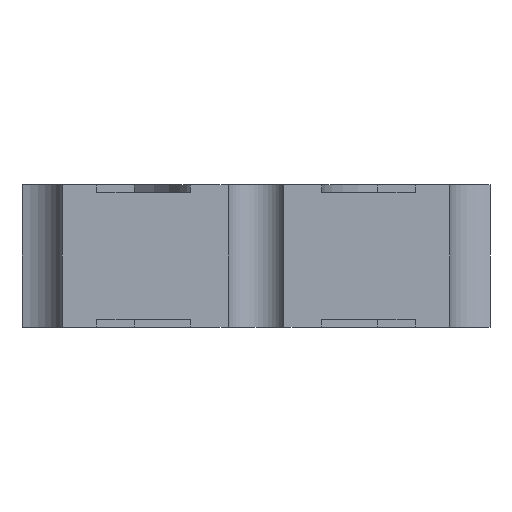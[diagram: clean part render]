
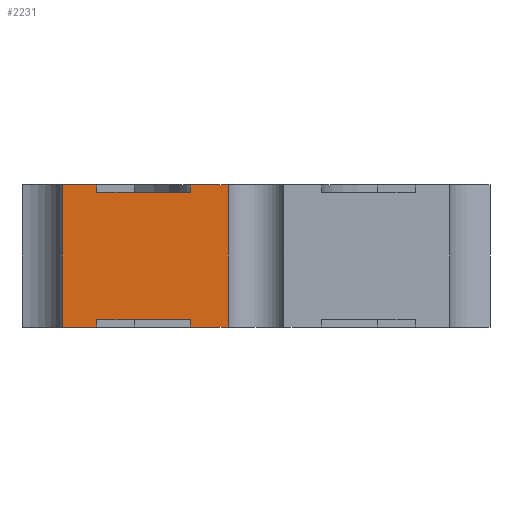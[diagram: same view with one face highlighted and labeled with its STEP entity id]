
A CAD part, left-side view. The second image highlights one B-rep face of the part: STEP entity #2231.
In plain terms, the highlighted planar face has unit normal (-1, 0, 0).
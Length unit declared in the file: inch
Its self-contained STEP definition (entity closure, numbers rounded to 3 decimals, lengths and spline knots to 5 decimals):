
#84 = VERTEX_POINT ( 'NONE', #7170 ) ;
#141 = EDGE_CURVE ( 'NONE', #4631, #5650, #6054, .T. ) ;
#354 = CARTESIAN_POINT ( 'NONE',  ( -0.1, 0.0175, 0.002 ) ) ;
#469 = CARTESIAN_POINT ( 'NONE',  ( -0.1, 0.05173, 0. ) ) ;
#477 = DIRECTION ( 'NONE',  ( 0., 1., 0. ) ) ;
#560 = VECTOR ( 'NONE', #9342, 39.37008 ) ;
#700 = EDGE_CURVE ( 'NONE', #7709, #6514, #6757, .T. ) ;
#1068 = ORIENTED_EDGE ( 'NONE', *, *, #10125, .T. ) ;
#1114 = DIRECTION ( 'NONE',  ( 0., 0., -1. ) ) ;
#1359 = VERTEX_POINT ( 'NONE', #9268 ) ;
#1397 = DIRECTION ( 'NONE',  ( 0., -1., 0. ) ) ;
#1736 = VERTEX_POINT ( 'NONE', #469 ) ;
#1754 = EDGE_CURVE ( 'NONE', #1736, #5650, #4470, .T. ) ;
#1887 = DIRECTION ( 'NONE',  ( 0., 1., 0. ) ) ;
#1908 = EDGE_CURVE ( 'NONE', #6938, #84, #4238, .T. ) ;
#2095 = LINE ( 'NONE', #7347, #5824 ) ;
#2231 = ADVANCED_FACE ( 'NONE', ( #3836 ), #8963, .F. ) ;
#2270 = CARTESIAN_POINT ( 'NONE',  ( -0.1, 0.0425, 0.002 ) ) ;
#2301 = CARTESIAN_POINT ( 'NONE',  ( -0.1, 0.0425, 0.036 ) ) ;
#2472 = DIRECTION ( 'NONE',  ( 0., 0., 1. ) ) ;
#2500 = CARTESIAN_POINT ( 'NONE',  ( -0.1, 0.0175, 0. ) ) ;
#2514 = EDGE_CURVE ( 'NONE', #6514, #8286, #3436, .T. ) ;
#3053 = ORIENTED_EDGE ( 'NONE', *, *, #1754, .T. ) ;
#3060 = VECTOR ( 'NONE', #1114, 39.37008 ) ;
#3238 = LINE ( 'NONE', #8231, #560 ) ;
#3324 = VECTOR ( 'NONE', #1397, 39.37008 ) ;
#3354 = VECTOR ( 'NONE', #9503, 39.37008 ) ;
#3436 = LINE ( 'NONE', #7447, #7583 ) ;
#3836 = FACE_OUTER_BOUND ( 'NONE', #8496, .T. ) ;
#4238 = LINE ( 'NONE', #8252, #3324 ) ;
#4302 = CARTESIAN_POINT ( 'NONE',  ( -0.1, 0.0175, 0.002 ) ) ;
#4369 = LINE ( 'NONE', #9643, #6028 ) ;
#4470 = LINE ( 'NONE', #11400, #12773 ) ;
#4576 = DIRECTION ( 'NONE',  ( 0., 0., 1. ) ) ;
#4626 = CARTESIAN_POINT ( 'NONE',  ( -0.1, 0.0175, 0.036 ) ) ;
#4631 = VERTEX_POINT ( 'NONE', #2270 ) ;
#4889 = LINE ( 'NONE', #9697, #6529 ) ;
#4987 = LINE ( 'NONE', #8994, #6296 ) ;
#5145 = ORIENTED_EDGE ( 'NONE', *, *, #12464, .F. ) ;
#5201 = ORIENTED_EDGE ( 'NONE', *, *, #7178, .F. ) ;
#5650 = VERTEX_POINT ( 'NONE', #10838 ) ;
#5756 = EDGE_CURVE ( 'NONE', #12316, #6938, #11897, .T. ) ;
#5824 = VECTOR ( 'NONE', #4576, 39.37008 ) ;
#6011 = DIRECTION ( 'NONE',  ( 1., 0., 0. ) ) ;
#6028 = VECTOR ( 'NONE', #6417, 39.37008 ) ;
#6054 = LINE ( 'NONE', #12052, #3060 ) ;
#6219 = CARTESIAN_POINT ( 'NONE',  ( -0.1, 0.0175, 0.002 ) ) ;
#6243 = ORIENTED_EDGE ( 'NONE', *, *, #8102, .T. ) ;
#6276 = ORIENTED_EDGE ( 'NONE', *, *, #141, .F. ) ;
#6296 = VECTOR ( 'NONE', #1887, 39.37008 ) ;
#6417 = DIRECTION ( 'NONE',  ( 0., 0., -1. ) ) ;
#6514 = VERTEX_POINT ( 'NONE', #11614 ) ;
#6529 = VECTOR ( 'NONE', #12782, 39.37008 ) ;
#6693 = VERTEX_POINT ( 'NONE', #8048 ) ;
#6757 = LINE ( 'NONE', #8783, #13007 ) ;
#6873 = CARTESIAN_POINT ( 'NONE',  ( -0.1, 0.05173, 0.038 ) ) ;
#6938 = VERTEX_POINT ( 'NONE', #2500 ) ;
#7170 = CARTESIAN_POINT ( 'NONE',  ( -0.1, 0.00744, 0. ) ) ;
#7178 = EDGE_CURVE ( 'NONE', #12565, #1359, #2095, .T. ) ;
#7347 = CARTESIAN_POINT ( 'NONE',  ( -0.1, 0.0175, 0.036 ) ) ;
#7447 = CARTESIAN_POINT ( 'NONE',  ( -0.1, -0.065, 0.038 ) ) ;
#7560 = ORIENTED_EDGE ( 'NONE', *, *, #9915, .T. ) ;
#7583 = VECTOR ( 'NONE', #477, 39.37008 ) ;
#7709 = VERTEX_POINT ( 'NONE', #2301 ) ;
#8027 = VECTOR ( 'NONE', #11173, 39.37008 ) ;
#8048 = CARTESIAN_POINT ( 'NONE',  ( -0.1, 0.00744, 0.038 ) ) ;
#8102 = EDGE_CURVE ( 'NONE', #4631, #12316, #11485, .T. ) ;
#8231 = CARTESIAN_POINT ( 'NONE',  ( -0.1, -0.065, 0.038 ) ) ;
#8252 = CARTESIAN_POINT ( 'NONE',  ( -0.1, 0.00744, 0. ) ) ;
#8286 = VERTEX_POINT ( 'NONE', #6873 ) ;
#8496 = EDGE_LOOP ( 'NONE', ( #5201, #9238, #11501, #11331, #7560, #3053, #6276, #6243, #10169, #11533, #5145, #1068 ) ) ;
#8783 = CARTESIAN_POINT ( 'NONE',  ( -0.1, 0.0425, 0.036 ) ) ;
#8963 = PLANE ( 'NONE',  #11162 ) ;
#8994 = CARTESIAN_POINT ( 'NONE',  ( -0.1, -0.065, 0.036 ) ) ;
#9238 = ORIENTED_EDGE ( 'NONE', *, *, #11729, .T. ) ;
#9268 = CARTESIAN_POINT ( 'NONE',  ( -0.1, 0.0175, 0.038 ) ) ;
#9342 = DIRECTION ( 'NONE',  ( 0., 1., 0. ) ) ;
#9503 = DIRECTION ( 'NONE',  ( 0., -1., 0. ) ) ;
#9643 = CARTESIAN_POINT ( 'NONE',  ( -0.1, 0.05173, 0.002 ) ) ;
#9697 = CARTESIAN_POINT ( 'NONE',  ( -0.1, 0.00744, 0.002 ) ) ;
#9915 = EDGE_CURVE ( 'NONE', #8286, #1736, #4369, .T. ) ;
#10125 = EDGE_CURVE ( 'NONE', #6693, #1359, #3238, .T. ) ;
#10169 = ORIENTED_EDGE ( 'NONE', *, *, #5756, .T. ) ;
#10529 = DIRECTION ( 'NONE',  ( 0., -1., 0. ) ) ;
#10838 = CARTESIAN_POINT ( 'NONE',  ( -0.1, 0.0425, 0. ) ) ;
#11162 = AXIS2_PLACEMENT_3D ( 'NONE', #12984, #6011, #12010 ) ;
#11173 = DIRECTION ( 'NONE',  ( 0., 0., -1. ) ) ;
#11331 = ORIENTED_EDGE ( 'NONE', *, *, #2514, .T. ) ;
#11400 = CARTESIAN_POINT ( 'NONE',  ( -0.1, 0.00744, 0. ) ) ;
#11485 = LINE ( 'NONE', #4302, #3354 ) ;
#11501 = ORIENTED_EDGE ( 'NONE', *, *, #700, .T. ) ;
#11533 = ORIENTED_EDGE ( 'NONE', *, *, #1908, .T. ) ;
#11614 = CARTESIAN_POINT ( 'NONE',  ( -0.1, 0.0425, 0.038 ) ) ;
#11729 = EDGE_CURVE ( 'NONE', #12565, #7709, #4987, .T. ) ;
#11897 = LINE ( 'NONE', #6219, #8027 ) ;
#12010 = DIRECTION ( 'NONE',  ( 0., 0., -1. ) ) ;
#12052 = CARTESIAN_POINT ( 'NONE',  ( -0.1, 0.0425, 0.002 ) ) ;
#12316 = VERTEX_POINT ( 'NONE', #354 ) ;
#12464 = EDGE_CURVE ( 'NONE', #6693, #84, #4889, .T. ) ;
#12565 = VERTEX_POINT ( 'NONE', #4626 ) ;
#12773 = VECTOR ( 'NONE', #10529, 39.37008 ) ;
#12782 = DIRECTION ( 'NONE',  ( 0., 0., -1. ) ) ;
#12984 = CARTESIAN_POINT ( 'NONE',  ( -0.1, 0.00744, 0.002 ) ) ;
#13007 = VECTOR ( 'NONE', #2472, 39.37008 ) ;
